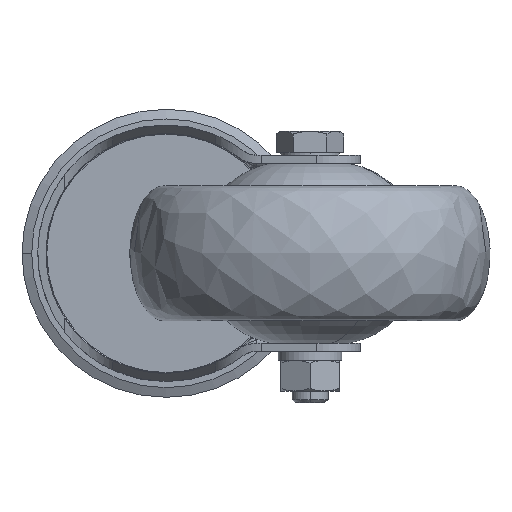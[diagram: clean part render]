
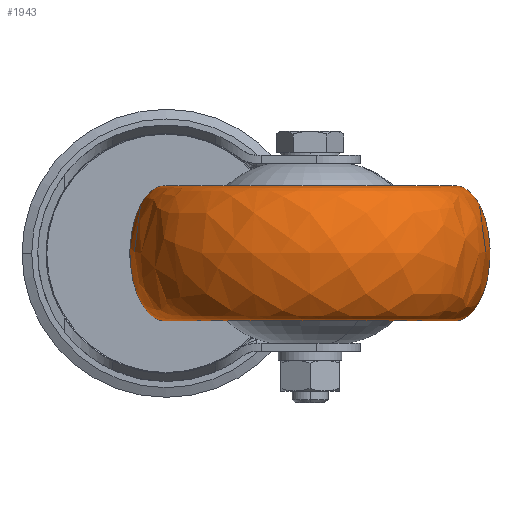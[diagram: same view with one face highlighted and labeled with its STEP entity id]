
A CAD part, front view. The second image highlights one B-rep face of the part: STEP entity #1943.
In plain terms, the highlighted free-form (B-spline) face has degree [3, 3] with [4, 4] control points.
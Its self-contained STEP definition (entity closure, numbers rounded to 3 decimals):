
#18 = ORIENTED_EDGE ( 'NONE', *, *, #1823, .F. ) ;
#168 = FACE_OUTER_BOUND ( 'NONE', #250, .T. ) ;
#250 = EDGE_LOOP ( 'NONE', ( #2649, #367, #2169, #18 ) ) ;
#367 = ORIENTED_EDGE ( 'NONE', *, *, #3760, .T. ) ;
#443 =( BOUNDED_CURVE ( )  B_SPLINE_CURVE ( 3, ( #4012, #1352, #8200, #1584 ),
 .UNSPECIFIED., .F., .F. ) 
 B_SPLINE_CURVE_WITH_KNOTS ( ( 4, 4 ),
 ( 0., 3.142 ),
 .UNSPECIFIED. ) 
 CURVE ( )  GEOMETRIC_REPRESENTATION_ITEM ( )  RATIONAL_B_SPLINE_CURVE ( ( 1., 0.333, 0.333, 1. ) ) 
 REPRESENTATION_ITEM ( '' )  );
#834 = CIRCLE ( 'NONE', #6127, 32.25 ) ;
#862 = DIRECTION ( 'NONE',  ( 1., 0., 0. ) ) ;
#875 = CARTESIAN_POINT ( 'NONE',  ( 67.204, -36.011, 15. ) ) ;
#1352 = CARTESIAN_POINT ( 'NONE',  ( 82.704, -36.011, 15. ) ) ;
#1472 = CARTESIAN_POINT ( 'NONE',  ( 2.704, -36.011, -15. ) ) ;
#1537 = CARTESIAN_POINT ( 'NONE',  ( 82.704, -36.011, 15. ) ) ;
#1584 = CARTESIAN_POINT ( 'NONE',  ( 67.204, -36.011, -15. ) ) ;
#1823 = EDGE_CURVE ( 'NONE', #6447, #7789, #443, .T. ) ;
#1921 = CARTESIAN_POINT ( 'NONE',  ( 2.704, -36.011, -15. ) ) ;
#1943 = ADVANCED_FACE ( 'NONE', ( #168 ), #2358, .F. ) ;
#2003 = CARTESIAN_POINT ( 'NONE',  ( 34.954, -36.011, -15. ) ) ;
#2169 = ORIENTED_EDGE ( 'NONE', *, *, #10209, .F. ) ;
#2315 = CARTESIAN_POINT ( 'NONE',  ( 67.204, -36.011, 15. ) ) ;
#2358 =( BOUNDED_SURFACE ( )  B_SPLINE_SURFACE ( 3, 3, ( 
 ( #2315, #2424, #4782, #9825 ),
 ( #1537, #5722, #5562, #4029 ),
 ( #10681, #9933, #9211, #8215 ),
 ( #5668, #3069, #7362, #1472 ) ),
 .UNSPECIFIED., .F., .F., .F. ) 
 B_SPLINE_SURFACE_WITH_KNOTS ( ( 4, 4 ),
 ( 4, 4 ),
 ( 0., 1. ),
 ( 0., 1. ),
 .UNSPECIFIED. ) 
 GEOMETRIC_REPRESENTATION_ITEM ( )  RATIONAL_B_SPLINE_SURFACE ( (
 ( 1., 0.333, 0.333, 1.),
 ( 0.333, 0.111, 0.111, 0.333),
 ( 0.333, 0.111, 0.111, 0.333),
 ( 1., 0.333, 0.333, 1.) ) ) 
 REPRESENTATION_ITEM ( '' )  SURFACE ( )  );
#2424 = CARTESIAN_POINT ( 'NONE',  ( 67.204, -100.511, 15. ) ) ;
#2649 = ORIENTED_EDGE ( 'NONE', *, *, #6252, .T. ) ;
#2782 = CARTESIAN_POINT ( 'NONE',  ( 67.204, -36.011, -15. ) ) ;
#3069 = CARTESIAN_POINT ( 'NONE',  ( 67.204, -100.511, -15. ) ) ;
#3760 = EDGE_CURVE ( 'NONE', #8317, #5158, #8525, .T. ) ;
#4012 = CARTESIAN_POINT ( 'NONE',  ( 67.204, -36.011, 15. ) ) ;
#4029 = CARTESIAN_POINT ( 'NONE',  ( -12.796, -36.011, 15. ) ) ;
#4530 = AXIS2_PLACEMENT_3D ( 'NONE', #7531, #8483, #862 ) ;
#4568 = DIRECTION ( 'NONE',  ( 0., 0., -1. ) ) ;
#4782 = CARTESIAN_POINT ( 'NONE',  ( 2.704, -100.511, 15. ) ) ;
#5158 = VERTEX_POINT ( 'NONE', #1921 ) ;
#5451 = CARTESIAN_POINT ( 'NONE',  ( 2.704, -36.011, 15. ) ) ;
#5562 = CARTESIAN_POINT ( 'NONE',  ( -12.796, -131.511, 15. ) ) ;
#5668 = CARTESIAN_POINT ( 'NONE',  ( 67.204, -36.011, -15. ) ) ;
#5722 = CARTESIAN_POINT ( 'NONE',  ( 82.704, -131.511, 15. ) ) ;
#6127 = AXIS2_PLACEMENT_3D ( 'NONE', #2003, #4568, #7109 ) ;
#6174 = CARTESIAN_POINT ( 'NONE',  ( -12.796, -36.011, -15. ) ) ;
#6252 = EDGE_CURVE ( 'NONE', #6447, #8317, #9166, .T. ) ;
#6447 = VERTEX_POINT ( 'NONE', #875 ) ;
#7075 = CARTESIAN_POINT ( 'NONE',  ( 2.704, -36.011, 15. ) ) ;
#7109 = DIRECTION ( 'NONE',  ( 1., 0., 0. ) ) ;
#7300 = CARTESIAN_POINT ( 'NONE',  ( -12.796, -36.011, 15. ) ) ;
#7362 = CARTESIAN_POINT ( 'NONE',  ( 2.704, -100.511, -15. ) ) ;
#7531 = CARTESIAN_POINT ( 'NONE',  ( 34.954, -36.011, 15. ) ) ;
#7789 = VERTEX_POINT ( 'NONE', #2782 ) ;
#8200 = CARTESIAN_POINT ( 'NONE',  ( 82.704, -36.011, -15. ) ) ;
#8215 = CARTESIAN_POINT ( 'NONE',  ( -12.796, -36.011, -15. ) ) ;
#8317 = VERTEX_POINT ( 'NONE', #5451 ) ;
#8483 = DIRECTION ( 'NONE',  ( 0., 0., -1. ) ) ;
#8525 =( BOUNDED_CURVE ( )  B_SPLINE_CURVE ( 3, ( #7075, #7300, #6174, #9774 ),
 .UNSPECIFIED., .F., .F. ) 
 B_SPLINE_CURVE_WITH_KNOTS ( ( 4, 4 ),
 ( 0., 3.142 ),
 .UNSPECIFIED. ) 
 CURVE ( )  GEOMETRIC_REPRESENTATION_ITEM ( )  RATIONAL_B_SPLINE_CURVE ( ( 1., 0.333, 0.333, 1. ) ) 
 REPRESENTATION_ITEM ( '' )  );
#9166 = CIRCLE ( 'NONE', #4530, 32.25 ) ;
#9211 = CARTESIAN_POINT ( 'NONE',  ( -12.796, -131.511, -15. ) ) ;
#9774 = CARTESIAN_POINT ( 'NONE',  ( 2.704, -36.011, -15. ) ) ;
#9825 = CARTESIAN_POINT ( 'NONE',  ( 2.704, -36.011, 15. ) ) ;
#9933 = CARTESIAN_POINT ( 'NONE',  ( 82.704, -131.511, -15. ) ) ;
#10209 = EDGE_CURVE ( 'NONE', #7789, #5158, #834, .T. ) ;
#10681 = CARTESIAN_POINT ( 'NONE',  ( 82.704, -36.011, -15. ) ) ;
